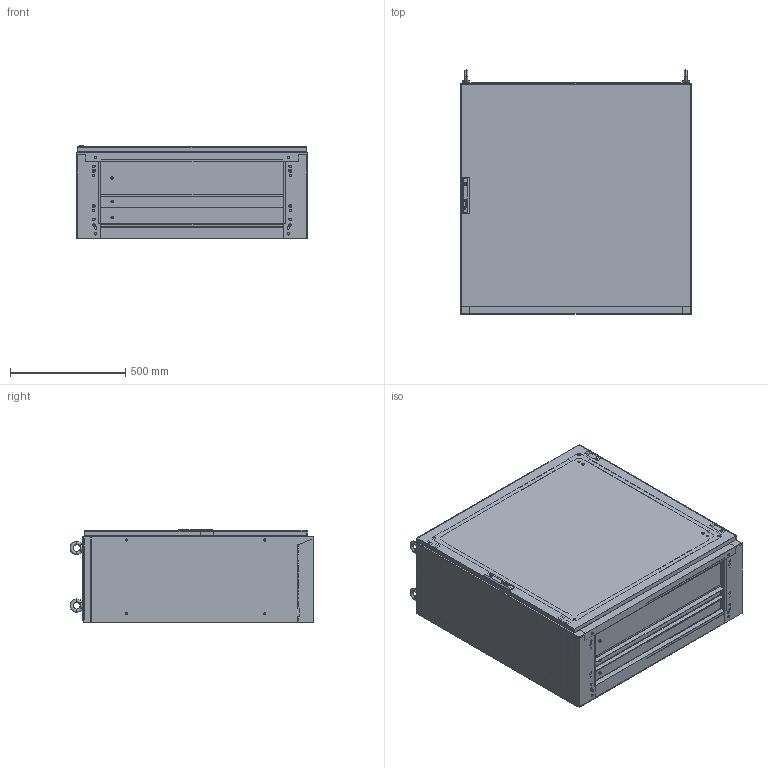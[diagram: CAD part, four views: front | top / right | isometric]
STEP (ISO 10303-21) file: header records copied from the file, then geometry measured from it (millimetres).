
FILE_DESCRIPTION (( 'STEP AP214' ), '1' );
FILE_NAME ('0390-1010-40-17.step', '2022-07-28T11:00:28', ( '' ), ( '' ), 'SwSTEP 2.0', 'SolidWorks 2019', '' );
FILE_SCHEMA (( 'AUTOMOTIVE_DESIGN' ));
Length unit declared in the file: millimetre
Products named in the file (14): 0390-1010-40-17; Korpus_ss_1010-40; arretierwinkel_li_s; rasthalterung_li_s; MontageplatteKPL_s_0348-1010-00-13; 3080-9036-03-48 Schutzleiterschraube; MontageplatteZubehoer_s; Montageplatte_s_1010; Dachplatte_ss_0390-1000-40-07; Bodenplattensatz_s_0396-1000-40-03; arretierwinkel_re_s; MPGleitschuh_s; TuerR_s_0395-1010-00-97; rasthalterung_re_s
Assembly tree (14 placements, depth 4):
  0390-1010-40-17
    Korpus_ss_1010-40
    TuerR_s_0395-1010-00-97
    Dachplatte_ss_0390-1000-40-07
    Bodenplattensatz_s_0396-1000-40-03
    MontageplatteKPL_s_0348-1010-00-13
      Montageplatte_s_1010
      MontageplatteZubehoer_s
        arretierwinkel_li_s
        arretierwinkel_re_s
        rasthalterung_li_s
        rasthalterung_re_s
        3080-9036-03-48 Schutzleiterschraube
        MPGleitschuh_s  x2
Bounding box: 1000 x 1057.99 x 407.5 mm (x, y, z)
Volume: 11330639 mm3; surface area: 11040317.8 mm2
Topology: 62 solids, 62 shells, 4252 faces, 11273 edges, 7451 vertices
Faces by surface type: plane 2409, cylinder 1612, cone 193, torus 24, bspline 14
Entity records: 156851 total; most frequent: CARTESIAN_POINT 25089, DIRECTION 22857, ORIENTED_EDGE 22438, EDGE_CURVE 11219, AXIS2_PLACEMENT_3D 7725, VERTEX_POINT 7417, LINE 7407, VECTOR 7407
